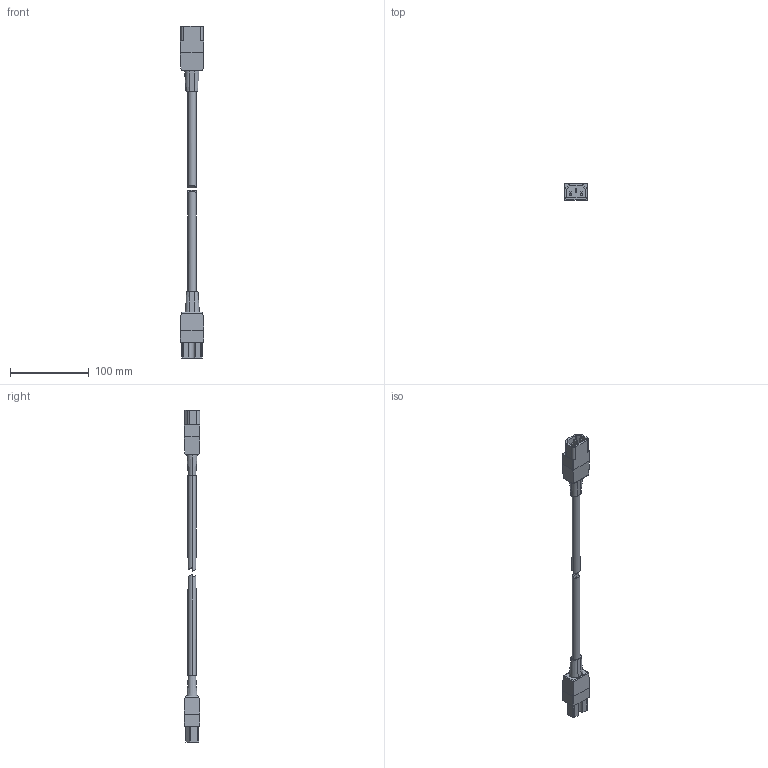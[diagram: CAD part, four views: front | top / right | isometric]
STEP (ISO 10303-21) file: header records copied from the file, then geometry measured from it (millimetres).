
FILE_DESCRIPTION (( 'STEP AP214' ), '1' );
FILE_NAME ('3500-057-E.STEP', '2019-01-25T20:35:40', ( '' ), ( '' ), 'SwSTEP 2.0', 'SolidWorks 2018', '' );
FILE_SCHEMA (( 'AUTOMOTIVE_DESIGN' ));
Length unit declared in the file: inch
Products named in the file (7): Conn^3500-056; Power Cable; 60320 C-15; 3500-057-E
Assembly tree (3 placements, depth 2):
  Power Cable
  60320 C-15
  3500-057-E
    Power Cable
    60320 C-15
    Conn^3500-056
  Conn^3500-056
Bounding box: 30 x 20 x 421 mm (x, y, z)
Volume: 81291 mm3; surface area: 26352.4 mm2
Topology: 4 solids, 4 shells, 155 faces, 383 edges, 246 vertices
Faces by surface type: plane 101, cylinder 46, cone 6, bspline 2
Entity records: 5106 total; most frequent: CARTESIAN_POINT 913, ORIENTED_EDGE 766, DIRECTION 735, EDGE_CURVE 383, LINE 279, VECTOR 279, VERTEX_POINT 246, AXIS2_PLACEMENT_3D 228
